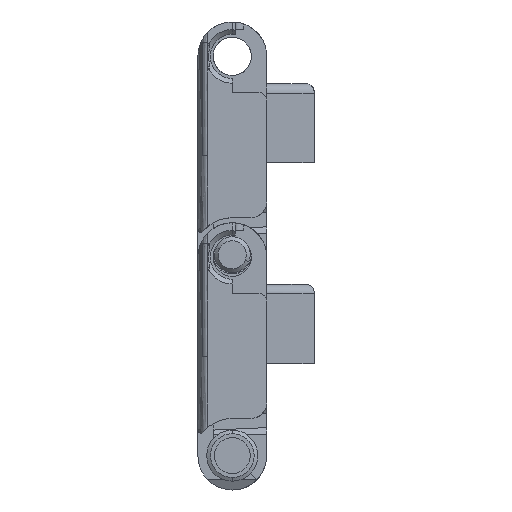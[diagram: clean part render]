
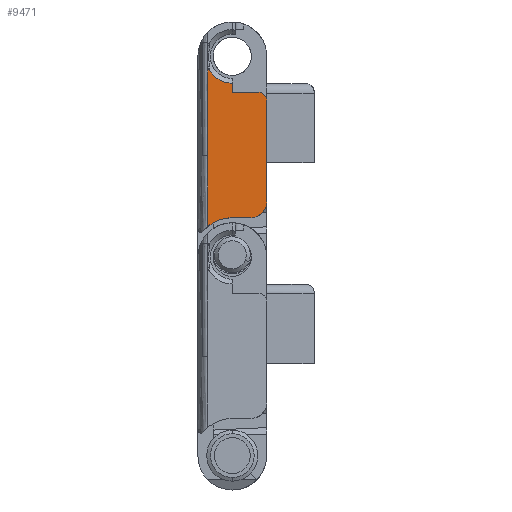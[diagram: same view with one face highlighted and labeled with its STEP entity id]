
A CAD part, left-side view. The second image highlights one B-rep face of the part: STEP entity #9471.
In plain terms, the highlighted planar face has unit normal (-1, 0, 0).
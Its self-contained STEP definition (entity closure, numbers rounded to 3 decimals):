
#140 = CIRCLE ( 'NONE', #15243, 2. ) ;
#186 = CARTESIAN_POINT ( 'NONE',  ( -41.9, 3.1, -8.97 ) ) ;
#829 = ORIENTED_EDGE ( 'NONE', *, *, #15110, .F. ) ;
#830 = B_SPLINE_CURVE_WITH_KNOTS ( 'NONE', 3,
 ( #17889, #22433, #3996, #26080, #15871, #5601, #13845, #1554 ),
 .UNSPECIFIED., .F., .F.,
 ( 4, 2, 2, 4 ),
 ( 0., 0., 0.001, 0.001 ),
 .UNSPECIFIED. ) ;
#835 = AXIS2_PLACEMENT_3D ( 'NONE', #9175, #4582, #11074 ) ;
#1554 = CARTESIAN_POINT ( 'NONE',  ( -41.9, 3.1, 11.849 ) ) ;
#2414 = AXIS2_PLACEMENT_3D ( 'NONE', #3216, #13876, #23822 ) ;
#2695 = ORIENTED_EDGE ( 'NONE', *, *, #9773, .F. ) ;
#3194 = EDGE_CURVE ( 'NONE', #5877, #12703, #7307, .T. ) ;
#3216 = CARTESIAN_POINT ( 'NONE',  ( -41.9, 0., 12.55 ) ) ;
#3353 = VERTEX_POINT ( 'NONE', #15346 ) ;
#3604 = AXIS2_PLACEMENT_3D ( 'NONE', #9931, #24564, #20264 ) ;
#3703 = CIRCLE ( 'NONE', #2414, 3.4 ) ;
#3862 = CIRCLE ( 'NONE', #835, 4.85 ) ;
#3996 = CARTESIAN_POINT ( 'NONE',  ( -41.9, 2.984, 10.943 ) ) ;
#4582 = DIRECTION ( 'NONE',  ( -1., 0., 0. ) ) ;
#4764 = VECTOR ( 'NONE', #22000, 1000. ) ;
#4860 = VERTEX_POINT ( 'NONE', #7525 ) ;
#5521 = VECTOR ( 'NONE', #23444, 1000. ) ;
#5582 = CIRCLE ( 'NONE', #20204, 1. ) ;
#5601 = CARTESIAN_POINT ( 'NONE',  ( -41.9, 3.094, 11.482 ) ) ;
#5720 = PLANE ( 'NONE',  #3604 ) ;
#5723 = ORIENTED_EDGE ( 'NONE', *, *, #15077, .F. ) ;
#5749 = EDGE_CURVE ( 'NONE', #3353, #14286, #830, .T. ) ;
#5877 = VERTEX_POINT ( 'NONE', #186 ) ;
#6649 = CARTESIAN_POINT ( 'NONE',  ( -41.9, -4.35, 7. ) ) ;
#6888 = CARTESIAN_POINT ( 'NONE',  ( -41.9, -3.35, 7. ) ) ;
#7307 = LINE ( 'NONE', #17416, #5521 ) ;
#7525 = CARTESIAN_POINT ( 'NONE',  ( -41.9, 0., 9.15 ) ) ;
#7643 = CARTESIAN_POINT ( 'NONE',  ( -41.9, 0., 8. ) ) ;
#8688 = VERTEX_POINT ( 'NONE', #23100 ) ;
#9113 = VERTEX_POINT ( 'NONE', #24379 ) ;
#9175 = CARTESIAN_POINT ( 'NONE',  ( -41.9, 0., -12.7 ) ) ;
#9289 = CARTESIAN_POINT ( 'NONE',  ( -41.9, -2.35, -5.85 ) ) ;
#9471 = ADVANCED_FACE ( 'NONE', ( #14086 ), #5720, .F. ) ;
#9773 = EDGE_CURVE ( 'NONE', #12703, #14286, #20232, .T. ) ;
#9931 = CARTESIAN_POINT ( 'NONE',  ( -41.9, 0., 0. ) ) ;
#10175 = EDGE_CURVE ( 'NONE', #8688, #23894, #22790, .T. ) ;
#11074 = DIRECTION ( 'NONE',  ( 0., 0., 1. ) ) ;
#11125 = ORIENTED_EDGE ( 'NONE', *, *, #10175, .F. ) ;
#11143 = DIRECTION ( 'NONE',  ( 0., 1., 0. ) ) ;
#11219 = VECTOR ( 'NONE', #13457, 1000. ) ;
#11243 = ORIENTED_EDGE ( 'NONE', *, *, #3194, .F. ) ;
#11282 = EDGE_CURVE ( 'NONE', #21652, #13544, #15175, .T. ) ;
#11946 = CARTESIAN_POINT ( 'NONE',  ( -41.9, 0., -7.85 ) ) ;
#12084 = ORIENTED_EDGE ( 'NONE', *, *, #23027, .F. ) ;
#12137 = VECTOR ( 'NONE', #11143, 1000. ) ;
#12688 = VECTOR ( 'NONE', #22659, 1000. ) ;
#12703 = VERTEX_POINT ( 'NONE', #16192 ) ;
#13087 = DIRECTION ( 'NONE',  ( 1., 0., 0. ) ) ;
#13457 = DIRECTION ( 'NONE',  ( 0., 0., -1. ) ) ;
#13544 = VERTEX_POINT ( 'NONE', #11946 ) ;
#13845 = CARTESIAN_POINT ( 'NONE',  ( -41.9, 3.1, 11.665 ) ) ;
#13876 = DIRECTION ( 'NONE',  ( -1., 0., 0. ) ) ;
#14086 = FACE_OUTER_BOUND ( 'NONE', #20332, .T. ) ;
#14286 = VERTEX_POINT ( 'NONE', #21388 ) ;
#14686 = ORIENTED_EDGE ( 'NONE', *, *, #15656, .F. ) ;
#15077 = EDGE_CURVE ( 'NONE', #23894, #19242, #5582, .T. ) ;
#15105 = DIRECTION ( 'NONE',  ( 0., 0., -1. ) ) ;
#15110 = EDGE_CURVE ( 'NONE', #13544, #5877, #3862, .T. ) ;
#15175 = LINE ( 'NONE', #23350, #12137 ) ;
#15243 = AXIS2_PLACEMENT_3D ( 'NONE', #9289, #21513, #17368 ) ;
#15346 = CARTESIAN_POINT ( 'NONE',  ( -41.9, 2.902, 10.778 ) ) ;
#15656 = EDGE_CURVE ( 'NONE', #4860, #8688, #19891, .T. ) ;
#15871 = CARTESIAN_POINT ( 'NONE',  ( -41.9, 3.055, 11.21 ) ) ;
#15963 = CARTESIAN_POINT ( 'NONE',  ( -41.9, -4.35, 12.55 ) ) ;
#16192 = CARTESIAN_POINT ( 'NONE',  ( -41.9, 3.1, 0. ) ) ;
#16218 = CARTESIAN_POINT ( 'NONE',  ( -41.9, 3.1, 0. ) ) ;
#16228 = CARTESIAN_POINT ( 'NONE',  ( -41.9, 0., 8. ) ) ;
#16660 = EDGE_CURVE ( 'NONE', #9113, #21652, #140, .T. ) ;
#17368 = DIRECTION ( 'NONE',  ( 0., 0., -1. ) ) ;
#17416 = CARTESIAN_POINT ( 'NONE',  ( -41.9, 3.1, -23.15 ) ) ;
#17889 = CARTESIAN_POINT ( 'NONE',  ( -41.9, 2.902, 10.778 ) ) ;
#19242 = VERTEX_POINT ( 'NONE', #6649 ) ;
#19891 = LINE ( 'NONE', #7643, #11219 ) ;
#20112 = LINE ( 'NONE', #15963, #4764 ) ;
#20204 = AXIS2_PLACEMENT_3D ( 'NONE', #6888, #13087, #15105 ) ;
#20232 = LINE ( 'NONE', #16218, #22950 ) ;
#20264 = DIRECTION ( 'NONE',  ( 0., 0., -1. ) ) ;
#20332 = EDGE_LOOP ( 'NONE', ( #14686, #23918, #24402, #2695, #11243, #829, #24526, #20636, #12084, #5723, #11125 ) ) ;
#20373 = DIRECTION ( 'NONE',  ( 0., 0., 1. ) ) ;
#20636 = ORIENTED_EDGE ( 'NONE', *, *, #16660, .F. ) ;
#20979 = EDGE_CURVE ( 'NONE', #3353, #4860, #3703, .T. ) ;
#21388 = CARTESIAN_POINT ( 'NONE',  ( -41.9, 3.1, 11.849 ) ) ;
#21513 = DIRECTION ( 'NONE',  ( 1., 0., 0. ) ) ;
#21652 = VERTEX_POINT ( 'NONE', #26353 ) ;
#22000 = DIRECTION ( 'NONE',  ( 0., 0., -1. ) ) ;
#22433 = CARTESIAN_POINT ( 'NONE',  ( -41.9, 2.95, 10.857 ) ) ;
#22659 = DIRECTION ( 'NONE',  ( 0., -1., 0. ) ) ;
#22790 = LINE ( 'NONE', #16228, #12688 ) ;
#22950 = VECTOR ( 'NONE', #20373, 1000. ) ;
#23027 = EDGE_CURVE ( 'NONE', #19242, #9113, #20112, .T. ) ;
#23100 = CARTESIAN_POINT ( 'NONE',  ( -41.9, 0., 8. ) ) ;
#23350 = CARTESIAN_POINT ( 'NONE',  ( -41.9, 0., -7.85 ) ) ;
#23444 = DIRECTION ( 'NONE',  ( 0., 0., 1. ) ) ;
#23822 = DIRECTION ( 'NONE',  ( 0., 0., -1. ) ) ;
#23894 = VERTEX_POINT ( 'NONE', #25537 ) ;
#23918 = ORIENTED_EDGE ( 'NONE', *, *, #20979, .F. ) ;
#24379 = CARTESIAN_POINT ( 'NONE',  ( -41.9, -4.35, -5.85 ) ) ;
#24402 = ORIENTED_EDGE ( 'NONE', *, *, #5749, .T. ) ;
#24526 = ORIENTED_EDGE ( 'NONE', *, *, #11282, .F. ) ;
#24564 = DIRECTION ( 'NONE',  ( 1., 0., 0. ) ) ;
#25537 = CARTESIAN_POINT ( 'NONE',  ( -41.9, -3.35, 8. ) ) ;
#26080 = CARTESIAN_POINT ( 'NONE',  ( -41.9, 3.036, 11.119 ) ) ;
#26353 = CARTESIAN_POINT ( 'NONE',  ( -41.9, -2.35, -7.85 ) ) ;
